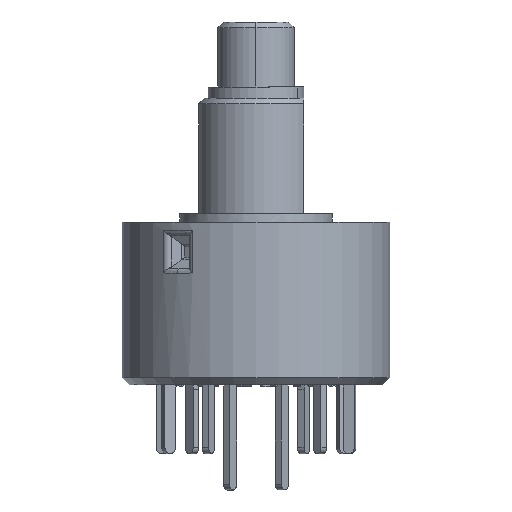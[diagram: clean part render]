
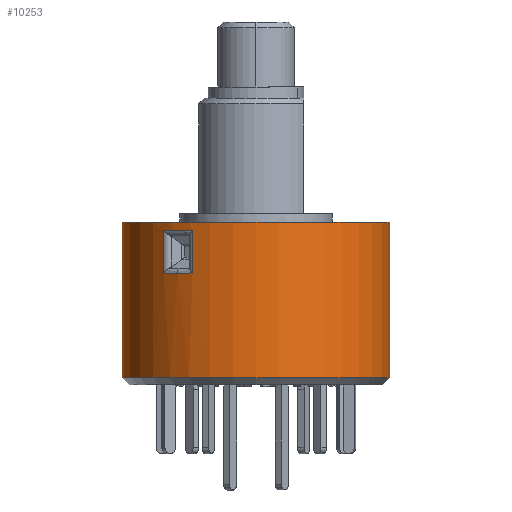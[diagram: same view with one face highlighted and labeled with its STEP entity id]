
A CAD part, left-side view. The second image highlights one B-rep face of the part: STEP entity #10253.
In plain terms, the highlighted cylindrical face has radius 7 mm (diameter 14 mm), a partial arc.
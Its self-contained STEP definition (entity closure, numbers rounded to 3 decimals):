
#3 = DIRECTION ( 'NONE',  ( 0., 0., 1. ) ) ;
#34 = CYLINDRICAL_SURFACE ( 'NONE', #9522, 7. ) ;
#135 = CARTESIAN_POINT ( 'NONE',  ( -5.865, 3.872, -0.841 ) ) ;
#296 = CARTESIAN_POINT ( 'NONE',  ( -5.495, 4.381, -0.841 ) ) ;
#366 = EDGE_CURVE ( 'NONE', #13504, #2083, #12993, .T. ) ;
#779 = EDGE_CURVE ( 'NONE', #14939, #13504, #5634, .T. ) ;
#1088 = CARTESIAN_POINT ( 'NONE',  ( 0., 0., -0.45 ) ) ;
#1667 = CARTESIAN_POINT ( 'NONE',  ( 0., 7., -8.574 ) ) ;
#1696 = LINE ( 'NONE', #4944, #8180 ) ;
#1959 = CARTESIAN_POINT ( 'NONE',  ( -5.061, 4.836, -3.094 ) ) ;
#2083 = VERTEX_POINT ( 'NONE', #11928 ) ;
#2659 = LINE ( 'NONE', #10999, #12630 ) ;
#2725 = CARTESIAN_POINT ( 'NONE',  ( -5.848, 3.861, -3.129 ) ) ;
#2800 = EDGE_CURVE ( 'NONE', #7017, #13039, #4080, .T. ) ;
#3068 =( BOUNDED_CURVE ( )  B_SPLINE_CURVE ( 3, ( #7619, #296, #135, #3993 ),
 .UNSPECIFIED., .F., .F. ) 
 B_SPLINE_CURVE_WITH_KNOTS ( ( 4, 4 ),
 ( 3.007, 3.276 ),
 .UNSPECIFIED. ) 
 CURVE ( )  GEOMETRIC_REPRESENTATION_ITEM ( )  RATIONAL_B_SPLINE_CURVE ( ( 1., 0.994, 0.994, 1. ) ) 
 REPRESENTATION_ITEM ( '' )  );
#3865 = CARTESIAN_POINT ( 'NONE',  ( -5.663, 4.114, -3.129 ) ) ;
#3993 = CARTESIAN_POINT ( 'NONE',  ( -6.163, 3.319, -0.888 ) ) ;
#4080 = CIRCLE ( 'NONE', #8238, 7. ) ;
#4351 = ORIENTED_EDGE ( 'NONE', *, *, #366, .T. ) ;
#4442 = EDGE_CURVE ( 'NONE', #14726, #15416, #2659, .T. ) ;
#4548 = EDGE_CURVE ( 'NONE', #2083, #14726, #3068, .T. ) ;
#4659 = EDGE_CURVE ( 'NONE', #10523, #13039, #9923, .T. ) ;
#4944 = CARTESIAN_POINT ( 'NONE',  ( 0., 7., -0.45 ) ) ;
#4960 =( BOUNDED_CURVE ( )  B_SPLINE_CURVE ( 3, ( #12474, #12376, #2725, #3865 ),
 .UNSPECIFIED., .F., .F. ) 
 B_SPLINE_CURVE_WITH_KNOTS ( ( 4, 4 ),
 ( 6.149, 6.283 ),
 .UNSPECIFIED. ) 
 CURVE ( )  GEOMETRIC_REPRESENTATION_ITEM ( )  RATIONAL_B_SPLINE_CURVE ( ( 1., 0.998, 0.998, 1. ) ) 
 REPRESENTATION_ITEM ( '' )  );
#5090 = CARTESIAN_POINT ( 'NONE',  ( 0., -7., -0.45 ) ) ;
#5634 =( BOUNDED_CURVE ( )  B_SPLINE_CURVE ( 3, ( #10388, #15192, #6724, #1959 ),
 .UNSPECIFIED., .F., .T. ) 
 B_SPLINE_CURVE_WITH_KNOTS ( ( 4, 4 ),
 ( 0., 0.134 ),
 .UNSPECIFIED. ) 
 CURVE ( )  GEOMETRIC_REPRESENTATION_ITEM ( )  RATIONAL_B_SPLINE_CURVE ( ( 1., 0.998, 0.998, 1. ) ) 
 REPRESENTATION_ITEM ( '' )  );
#5878 = DIRECTION ( 'NONE',  ( 0., 1., 0. ) ) ;
#6388 = EDGE_CURVE ( 'NONE', #12508, #7017, #1696, .T. ) ;
#6436 = ORIENTED_EDGE ( 'NONE', *, *, #779, .T. ) ;
#6724 = CARTESIAN_POINT ( 'NONE',  ( -5.278, 4.609, -3.117 ) ) ;
#6740 = CARTESIAN_POINT ( 'NONE',  ( -6.163, 3.319, -0.888 ) ) ;
#6786 = EDGE_LOOP ( 'NONE', ( #13509, #6436, #4351, #10419, #14331 ) ) ;
#6921 = CARTESIAN_POINT ( 'NONE',  ( 0., 7., -0.45 ) ) ;
#7017 = VERTEX_POINT ( 'NONE', #1667 ) ;
#7048 = DIRECTION ( 'NONE',  ( 0., 0., -1. ) ) ;
#7219 = CARTESIAN_POINT ( 'NONE',  ( 0., -7., -0.45 ) ) ;
#7343 = CARTESIAN_POINT ( 'NONE',  ( -5.061, 4.836, -3.094 ) ) ;
#7351 = ORIENTED_EDGE ( 'NONE', *, *, #4659, .F. ) ;
#7619 = CARTESIAN_POINT ( 'NONE',  ( -5.061, 4.836, -0.888 ) ) ;
#8180 = VECTOR ( 'NONE', #8636, 1000. ) ;
#8191 = CARTESIAN_POINT ( 'NONE',  ( -6.163, 3.319, -3.094 ) ) ;
#8238 = AXIS2_PLACEMENT_3D ( 'NONE', #8782, #10005, #11250 ) ;
#8636 = DIRECTION ( 'NONE',  ( 0., 0., -1. ) ) ;
#8685 = CARTESIAN_POINT ( 'NONE',  ( -5.663, 4.114, -3.129 ) ) ;
#8782 = CARTESIAN_POINT ( 'NONE',  ( 0., 0., -8.574 ) ) ;
#8866 = ORIENTED_EDGE ( 'NONE', *, *, #2800, .T. ) ;
#8984 = EDGE_LOOP ( 'NONE', ( #7351, #13376, #14686, #8866 ) ) ;
#9383 = CIRCLE ( 'NONE', #11486, 7. ) ;
#9522 = AXIS2_PLACEMENT_3D ( 'NONE', #1088, #7048, #5878 ) ;
#9535 = VECTOR ( 'NONE', #11477, 1000. ) ;
#9545 = CARTESIAN_POINT ( 'NONE',  ( -5.061, 4.836, -0.45 ) ) ;
#9923 = LINE ( 'NONE', #5090, #9535 ) ;
#10005 = DIRECTION ( 'NONE',  ( 0., 0., 1. ) ) ;
#10253 = ADVANCED_FACE ( 'NONE', ( #14418, #15758 ), #34, .T. ) ;
#10388 = CARTESIAN_POINT ( 'NONE',  ( -5.663, 4.114, -3.129 ) ) ;
#10419 = ORIENTED_EDGE ( 'NONE', *, *, #4548, .T. ) ;
#10519 = EDGE_CURVE ( 'NONE', #12508, #10523, #9383, .T. ) ;
#10523 = VERTEX_POINT ( 'NONE', #7219 ) ;
#10692 = EDGE_CURVE ( 'NONE', #15416, #14939, #4960, .T. ) ;
#10999 = CARTESIAN_POINT ( 'NONE',  ( -6.163, 3.319, -0.45 ) ) ;
#11184 = CARTESIAN_POINT ( 'NONE',  ( 0., -7., -8.574 ) ) ;
#11250 = DIRECTION ( 'NONE',  ( 0., -1., 0. ) ) ;
#11477 = DIRECTION ( 'NONE',  ( 0., 0., -1. ) ) ;
#11486 = AXIS2_PLACEMENT_3D ( 'NONE', #14756, #3, #12155 ) ;
#11808 = VECTOR ( 'NONE', #14574, 1000. ) ;
#11928 = CARTESIAN_POINT ( 'NONE',  ( -5.061, 4.836, -0.888 ) ) ;
#12155 = DIRECTION ( 'NONE',  ( 0., -1., 0. ) ) ;
#12236 = DIRECTION ( 'NONE',  ( 0., 0., -1. ) ) ;
#12376 = CARTESIAN_POINT ( 'NONE',  ( -6.015, 3.595, -3.117 ) ) ;
#12474 = CARTESIAN_POINT ( 'NONE',  ( -6.163, 3.319, -3.094 ) ) ;
#12508 = VERTEX_POINT ( 'NONE', #6921 ) ;
#12630 = VECTOR ( 'NONE', #12236, 1000. ) ;
#12993 = LINE ( 'NONE', #9545, #11808 ) ;
#13039 = VERTEX_POINT ( 'NONE', #11184 ) ;
#13376 = ORIENTED_EDGE ( 'NONE', *, *, #10519, .F. ) ;
#13504 = VERTEX_POINT ( 'NONE', #7343 ) ;
#13509 = ORIENTED_EDGE ( 'NONE', *, *, #10692, .T. ) ;
#14331 = ORIENTED_EDGE ( 'NONE', *, *, #4442, .T. ) ;
#14418 = FACE_OUTER_BOUND ( 'NONE', #8984, .T. ) ;
#14574 = DIRECTION ( 'NONE',  ( 0., 0., 1. ) ) ;
#14686 = ORIENTED_EDGE ( 'NONE', *, *, #6388, .T. ) ;
#14726 = VERTEX_POINT ( 'NONE', #6740 ) ;
#14756 = CARTESIAN_POINT ( 'NONE',  ( 0., 0., -0.45 ) ) ;
#14939 = VERTEX_POINT ( 'NONE', #8685 ) ;
#15192 = CARTESIAN_POINT ( 'NONE',  ( -5.479, 4.368, -3.129 ) ) ;
#15416 = VERTEX_POINT ( 'NONE', #8191 ) ;
#15758 = FACE_BOUND ( 'NONE', #6786, .T. ) ;
